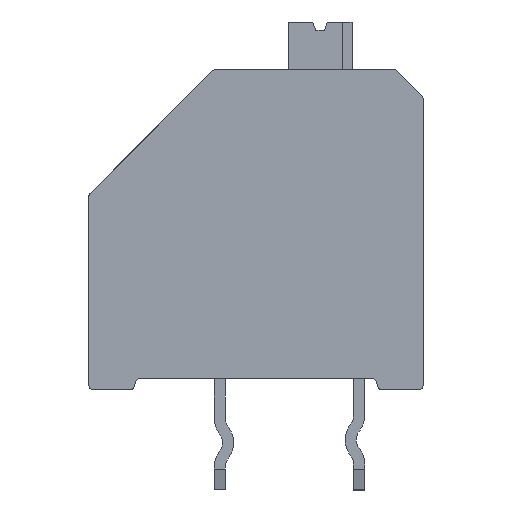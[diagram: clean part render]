
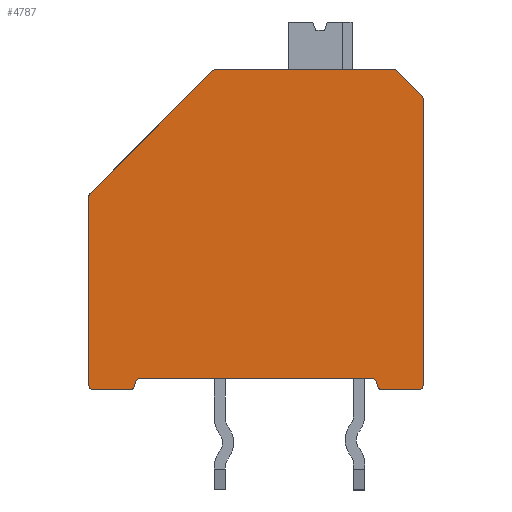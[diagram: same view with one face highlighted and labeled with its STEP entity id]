
A CAD part, front view. The second image highlights one B-rep face of the part: STEP entity #4787.
In plain terms, the highlighted planar face has unit normal (0, -1, 0).
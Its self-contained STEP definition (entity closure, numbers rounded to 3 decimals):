
#211=CIRCLE('',#5121,0.17);
#212=CIRCLE('',#5124,0.17);
#213=CIRCLE('',#5126,0.17);
#214=CIRCLE('',#5128,0.17);
#215=CIRCLE('',#5131,0.17);
#216=CIRCLE('',#5136,0.17);
#217=CIRCLE('',#5140,0.17);
#218=CIRCLE('',#5142,0.17);
#219=CIRCLE('',#5144,0.17);
#220=CIRCLE('',#5149,0.17);
#1195=ORIENTED_EDGE('',*,*,#1722,.F.);
#1196=ORIENTED_EDGE('',*,*,#1730,.T.);
#1197=ORIENTED_EDGE('',*,*,#1740,.T.);
#1198=ORIENTED_EDGE('',*,*,#1734,.F.);
#1199=ORIENTED_EDGE('',*,*,#1760,.T.);
#1200=ORIENTED_EDGE('',*,*,#1756,.F.);
#1201=ORIENTED_EDGE('',*,*,#1758,.T.);
#1202=ORIENTED_EDGE('',*,*,#1732,.T.);
#1203=ORIENTED_EDGE('',*,*,#1728,.F.);
#1204=ORIENTED_EDGE('',*,*,#1746,.T.);
#1205=ORIENTED_EDGE('',*,*,#1751,.T.);
#1206=ORIENTED_EDGE('',*,*,#1725,.T.);
#1207=ORIENTED_EDGE('',*,*,#1737,.F.);
#1208=ORIENTED_EDGE('',*,*,#1753,.T.);
#1209=ORIENTED_EDGE('',*,*,#1763,.T.);
#1210=ORIENTED_EDGE('',*,*,#1768,.T.);
#1211=ORIENTED_EDGE('',*,*,#1748,.F.);
#1212=ORIENTED_EDGE('',*,*,#1754,.T.);
#1213=ORIENTED_EDGE('',*,*,#1744,.T.);
#1214=ORIENTED_EDGE('',*,*,#1739,.T.);
#1722=EDGE_CURVE('',#2084,#2083,#2400,.T.);
#1725=EDGE_CURVE('',#2085,#2086,#211,.T.);
#1728=EDGE_CURVE('',#2088,#2087,#2405,.T.);
#1730=EDGE_CURVE('',#2084,#2089,#212,.T.);
#1732=EDGE_CURVE('',#2090,#2087,#213,.T.);
#1734=EDGE_CURVE('',#2091,#2092,#214,.T.);
#1737=EDGE_CURVE('',#2093,#2086,#2411,.T.);
#1739=EDGE_CURVE('',#2094,#2083,#215,.T.);
#1740=EDGE_CURVE('',#2089,#2092,#2413,.T.);
#1744=EDGE_CURVE('',#2095,#2094,#2417,.T.);
#1746=EDGE_CURVE('',#2088,#2096,#216,.T.);
#1748=EDGE_CURVE('',#2097,#2098,#2420,.T.);
#1751=EDGE_CURVE('',#2096,#2085,#2423,.T.);
#1753=EDGE_CURVE('',#2093,#2100,#217,.T.);
#1754=EDGE_CURVE('',#2097,#2095,#218,.T.);
#1756=EDGE_CURVE('',#2101,#2102,#219,.T.);
#1758=EDGE_CURVE('',#2101,#2090,#2427,.T.);
#1760=EDGE_CURVE('',#2091,#2102,#2429,.T.);
#1763=EDGE_CURVE('',#2100,#2104,#2432,.T.);
#1768=EDGE_CURVE('',#2104,#2098,#220,.T.);
#2083=VERTEX_POINT('',#7164);
#2084=VERTEX_POINT('',#7166);
#2085=VERTEX_POINT('',#7170);
#2086=VERTEX_POINT('',#7172);
#2087=VERTEX_POINT('',#7176);
#2088=VERTEX_POINT('',#7178);
#2089=VERTEX_POINT('',#7182);
#2090=VERTEX_POINT('',#7186);
#2091=VERTEX_POINT('',#7190);
#2092=VERTEX_POINT('',#7192);
#2093=VERTEX_POINT('',#7196);
#2094=VERTEX_POINT('',#7200);
#2095=VERTEX_POINT('',#7209);
#2096=VERTEX_POINT('',#7213);
#2097=VERTEX_POINT('',#7217);
#2098=VERTEX_POINT('',#7219);
#2100=VERTEX_POINT('',#7227);
#2101=VERTEX_POINT('',#7233);
#2102=VERTEX_POINT('',#7235);
#2104=VERTEX_POINT('',#7246);
#2400=LINE('',#7167,#2734);
#2405=LINE('',#7179,#2739);
#2411=LINE('',#7197,#2745);
#2413=LINE('',#7203,#2747);
#2417=LINE('',#7210,#2751);
#2420=LINE('',#7218,#2754);
#2423=LINE('',#7224,#2757);
#2427=LINE('',#7238,#2761);
#2429=LINE('',#7241,#2763);
#2432=LINE('',#7247,#2766);
#2734=VECTOR('',#6071,1000.);
#2739=VECTOR('',#6082,1000.);
#2745=VECTOR('',#6102,1000.);
#2747=VECTOR('',#6110,1000.);
#2751=VECTOR('',#6118,1000.);
#2754=VECTOR('',#6127,1000.);
#2757=VECTOR('',#6132,1000.);
#2761=VECTOR('',#6150,1000.);
#2763=VECTOR('',#6154,1000.);
#2766=VECTOR('',#6159,1000.);
#2966=EDGE_LOOP('',(#1195,#1196,#1197,#1198,#1199,#1200,#1201,#1202,#1203,
#1204,#1205,#1206,#1207,#1208,#1209,#1210,#1211,#1212,#1213,#1214));
#3168=FACE_BOUND('',#2966,.T.);
#3285=PLANE('',#5148);
#4787=ADVANCED_FACE('',(#3168),#3285,.T.);
#5121=AXIS2_PLACEMENT_3D('',#7173,#6076,#6077);
#5124=AXIS2_PLACEMENT_3D('',#7183,#6086,#6087);
#5126=AXIS2_PLACEMENT_3D('',#7187,#6091,#6092);
#5128=AXIS2_PLACEMENT_3D('',#7191,#6096,#6097);
#5131=AXIS2_PLACEMENT_3D('',#7201,#6106,#6107);
#5136=AXIS2_PLACEMENT_3D('',#7214,#6122,#6123);
#5140=AXIS2_PLACEMENT_3D('',#7228,#6136,#6137);
#5142=AXIS2_PLACEMENT_3D('',#7230,#6140,#6141);
#5144=AXIS2_PLACEMENT_3D('',#7234,#6145,#6146);
#5148=AXIS2_PLACEMENT_3D('',#7254,#6164,#6165);
#5149=AXIS2_PLACEMENT_3D('',#7255,#6166,#6167);
#6071=DIRECTION('',(-1.,0.,0.));
#6076=DIRECTION('',(0.,-1.,0.));
#6077=DIRECTION('',(0.,0.,-1.));
#6082=DIRECTION('',(-1.,0.,0.));
#6086=DIRECTION('',(0.,-1.,0.));
#6087=DIRECTION('',(0.,0.,-1.));
#6091=DIRECTION('',(0.,-1.,0.));
#6092=DIRECTION('',(0.,0.,-1.));
#6096=DIRECTION('',(0.,-1.,0.));
#6097=DIRECTION('',(0.,0.,-1.));
#6102=DIRECTION('',(0.707,0.,-0.707));
#6106=DIRECTION('',(0.,-1.,0.));
#6107=DIRECTION('',(0.,0.,-1.));
#6110=DIRECTION('',(0.259,0.,0.966));
#6118=DIRECTION('',(0.,0.,-1.));
#6122=DIRECTION('',(0.,-1.,0.));
#6123=DIRECTION('',(0.,0.,-1.));
#6127=DIRECTION('',(0.707,0.,0.707));
#6132=DIRECTION('',(0.,0.,1.));
#6136=DIRECTION('',(0.,-1.,0.));
#6137=DIRECTION('',(0.,0.,-1.));
#6140=DIRECTION('',(0.,-1.,0.));
#6141=DIRECTION('',(0.,0.,-1.));
#6145=DIRECTION('',(0.,-1.,0.));
#6146=DIRECTION('',(0.,0.,-1.));
#6150=DIRECTION('',(0.259,0.,-0.966));
#6154=DIRECTION('',(1.,0.,0.));
#6159=DIRECTION('',(-1.,0.,0.));
#6164=DIRECTION('',(0.,-1.,0.));
#6165=DIRECTION('',(0.,0.,-1.));
#6166=DIRECTION('',(0.,-1.,0.));
#6167=DIRECTION('',(0.,0.,-1.));
#7164=CARTESIAN_POINT('',(0.17,-5.31,-0.17));
#7166=CARTESIAN_POINT('',(1.47,-5.31,-0.17));
#7167=CARTESIAN_POINT('',(6.,-5.31,-0.17));
#7170=CARTESIAN_POINT('',(12.,-5.31,10.26));
#7172=CARTESIAN_POINT('',(11.95,-5.31,10.38));
#7173=CARTESIAN_POINT('',(11.83,-5.31,10.26));
#7176=CARTESIAN_POINT('',(10.53,-5.31,-0.17));
#7178=CARTESIAN_POINT('',(11.83,-5.31,-0.17));
#7179=CARTESIAN_POINT('',(6.,-5.31,-0.17));
#7182=CARTESIAN_POINT('',(1.634,-5.31,-0.044));
#7183=CARTESIAN_POINT('',(1.47,-5.31,0.));
#7186=CARTESIAN_POINT('',(10.366,-5.31,-0.044));
#7187=CARTESIAN_POINT('',(10.53,-5.31,0.));
#7190=CARTESIAN_POINT('',(1.838,-5.31,0.23));
#7191=CARTESIAN_POINT('',(1.838,-5.31,0.06));
#7192=CARTESIAN_POINT('',(1.673,-5.31,0.104));
#7196=CARTESIAN_POINT('',(11.05,-5.31,11.28));
#7197=CARTESIAN_POINT('',(11.5,-5.31,10.83));
#7200=CARTESIAN_POINT('',(0.,-5.31,0.));
#7201=CARTESIAN_POINT('',(0.17,-5.31,0.));
#7203=CARTESIAN_POINT('',(1.707,-5.31,0.23));
#7209=CARTESIAN_POINT('',(0.,-5.31,6.76));
#7210=CARTESIAN_POINT('',(0.,-5.31,13.03));
#7213=CARTESIAN_POINT('',(12.,-5.31,0.));
#7214=CARTESIAN_POINT('',(11.83,-5.31,0.));
#7217=CARTESIAN_POINT('',(0.05,-5.31,6.88));
#7218=CARTESIAN_POINT('',(1.847,-5.31,8.677));
#7219=CARTESIAN_POINT('',(4.45,-5.31,11.28));
#7224=CARTESIAN_POINT('',(12.,-5.31,-3.77));
#7227=CARTESIAN_POINT('',(10.93,-5.31,11.33));
#7228=CARTESIAN_POINT('',(10.93,-5.31,11.16));
#7230=CARTESIAN_POINT('',(0.17,-5.31,6.76));
#7233=CARTESIAN_POINT('',(10.327,-5.31,0.104));
#7234=CARTESIAN_POINT('',(10.162,-5.31,0.06));
#7235=CARTESIAN_POINT('',(10.162,-5.31,0.23));
#7238=CARTESIAN_POINT('',(10.774,-5.31,-1.566));
#7241=CARTESIAN_POINT('',(10.493,-5.31,0.23));
#7246=CARTESIAN_POINT('',(4.57,-5.31,11.33));
#7247=CARTESIAN_POINT('',(12.,-5.31,11.33));
#7254=CARTESIAN_POINT('',(0.,-5.31,0.));
#7255=CARTESIAN_POINT('',(4.57,-5.31,11.16));
